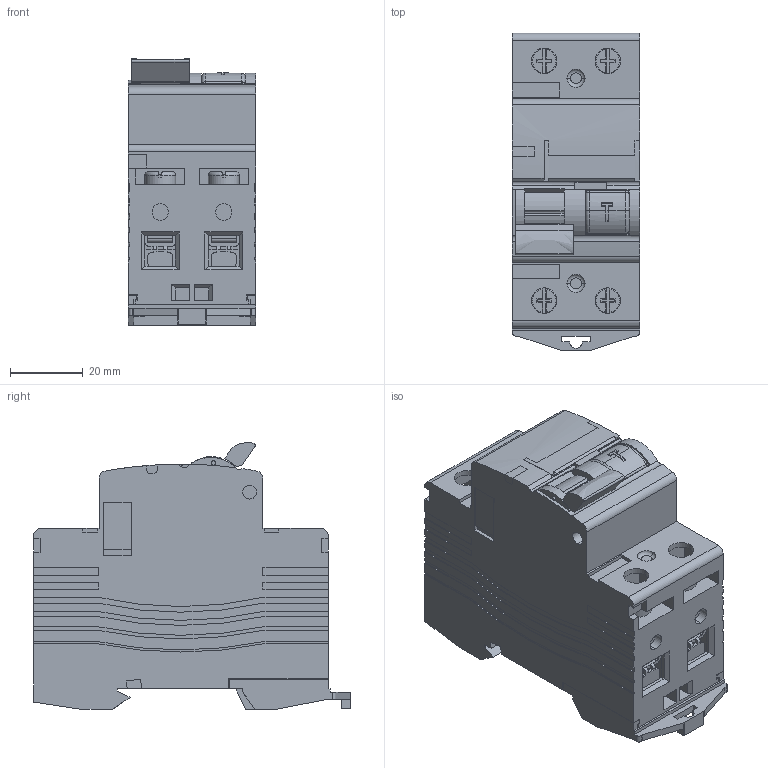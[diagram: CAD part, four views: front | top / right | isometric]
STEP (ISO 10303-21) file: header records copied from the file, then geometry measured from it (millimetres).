
FILE_DESCRIPTION (( 'STEP AP214' ), '1' );
FILE_NAME ('ÂÄÒ DV 2P 63A-100ìÀ (S) EKF AVERS (rccb-2-63-100-s-av).STEP', '2023-11-28T10:58:35', ( '' ), ( '' ), 'SwSTEP 2.0', 'SolidWorks 2021', '' );
FILE_SCHEMA (( 'AUTOMOTIVE_DESIGN' ));
Length unit declared in the file: millimetre
Products named in the file (1): ÂÄÒ DV 2P 63A-100ìÀ (S) EKF AVERS (rccb-2-63-100-s-av)
Bounding box: 35 x 87.3 x 73.42 mm (x, y, z)
Volume: 143906.8 mm3; surface area: 34888.2 mm2
Topology: 19 solids, 19 shells, 782 faces, 2134 edges, 1392 vertices
Faces by surface type: plane 611, cylinder 144, torus 16, bspline 7, sphere 4
Entity records: 26844 total; most frequent: CARTESIAN_POINT 4633, ORIENTED_EDGE 4262, DIRECTION 3975, EDGE_CURVE 2131, VECTOR 1729, LINE 1729, VERTEX_POINT 1392, AXIS2_PLACEMENT_3D 1123
